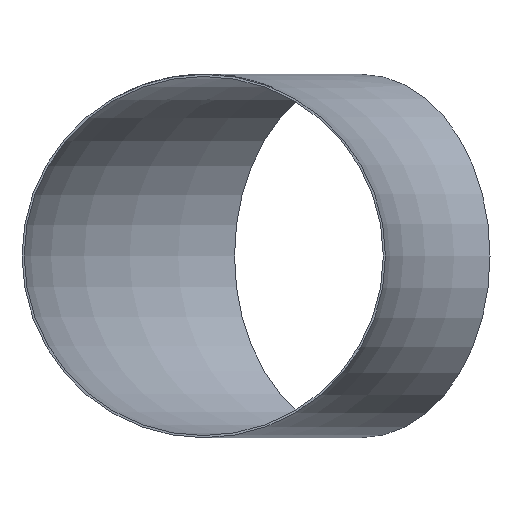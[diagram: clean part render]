
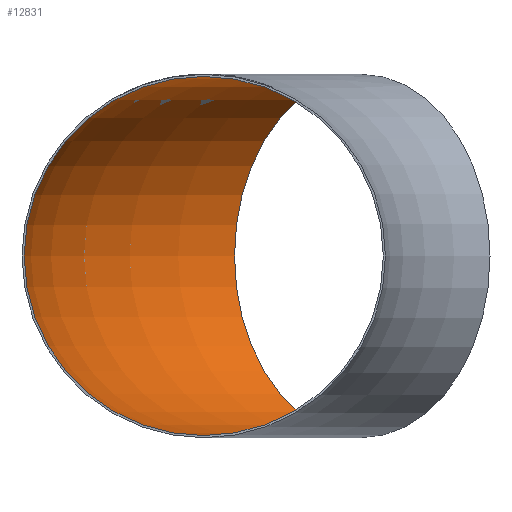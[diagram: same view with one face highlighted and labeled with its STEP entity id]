
A CAD part, front view. The second image highlights one B-rep face of the part: STEP entity #12831.
In plain terms, the highlighted toroidal (fillet/blend) face has major radius 750 mm and minor radius 250 mm.
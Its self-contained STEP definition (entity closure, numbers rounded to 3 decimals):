
#184 = FACE_OUTER_BOUND ( 'NONE', #29204, .T. ) ;
#1532 = CARTESIAN_POINT ( 'NONE',  ( -707.107, 707.107, 0. ) ) ;
#6733 = VERTEX_POINT ( 'NONE', #1532 ) ;
#7282 = ORIENTED_EDGE ( 'NONE', *, *, #20614, .T. ) ;
#9347 = DIRECTION ( 'NONE',  ( 0., 0., -1. ) ) ;
#11126 = EDGE_CURVE ( 'NONE', #25179, #25179, #37765, .T. ) ;
#11866 = CIRCLE ( 'NONE', #30255, 250. ) ;
#12310 = DIRECTION ( 'NONE',  ( -1., 0., 0. ) ) ;
#12831 = ADVANCED_FACE ( 'NONE', ( #184, #27592 ), #28276, .F. ) ;
#15575 = AXIS2_PLACEMENT_3D ( 'NONE', #20721, #26697, #32834 ) ;
#16086 = CARTESIAN_POINT ( 'NONE',  ( -530.33, 530.33, 0. ) ) ;
#16243 = CARTESIAN_POINT ( 'NONE',  ( -750., 0., 250. ) ) ;
#18022 = ORIENTED_EDGE ( 'NONE', *, *, #11126, .F. ) ;
#20614 = EDGE_CURVE ( 'NONE', #6733, #6733, #11866, .T. ) ;
#20721 = CARTESIAN_POINT ( 'NONE',  ( -750., 0., 0. ) ) ;
#21841 = DIRECTION ( 'NONE',  ( -0.707, 0.707, 0. ) ) ;
#22414 = DIRECTION ( 'NONE',  ( 0.707, 0.707, 0. ) ) ;
#25001 = CARTESIAN_POINT ( 'NONE',  ( 0., 0., 0. ) ) ;
#25134 = EDGE_LOOP ( 'NONE', ( #18022 ) ) ;
#25179 = VERTEX_POINT ( 'NONE', #16243 ) ;
#26697 = DIRECTION ( 'NONE',  ( 0., 1., 0. ) ) ;
#27592 = FACE_OUTER_BOUND ( 'NONE', #25134, .T. ) ;
#28276 = TOROIDAL_SURFACE ( 'NONE', #29519, 750., 250. ) ;
#29204 = EDGE_LOOP ( 'NONE', ( #7282 ) ) ;
#29519 = AXIS2_PLACEMENT_3D ( 'NONE', #25001, #9347, #12310 ) ;
#30255 = AXIS2_PLACEMENT_3D ( 'NONE', #16086, #22414, #21841 ) ;
#32834 = DIRECTION ( 'NONE',  ( 0., 0., 1. ) ) ;
#37765 = CIRCLE ( 'NONE', #15575, 250. ) ;
